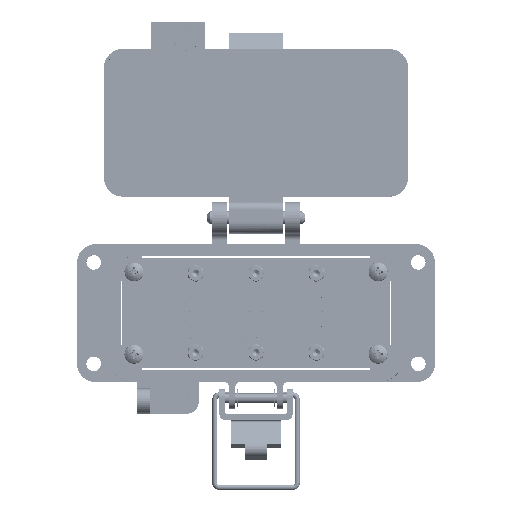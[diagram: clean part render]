
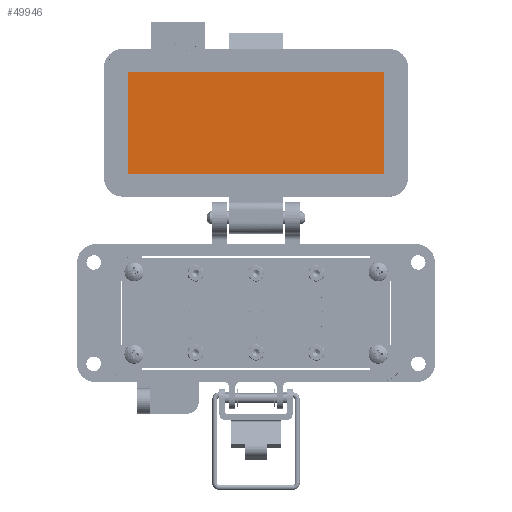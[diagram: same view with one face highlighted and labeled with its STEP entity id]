
A CAD part, top view. The second image highlights one B-rep face of the part: STEP entity #49946.
In plain terms, the highlighted planar face has unit normal (0, 0, 1).
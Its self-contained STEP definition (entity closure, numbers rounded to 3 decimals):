
#336 = VECTOR ( 'NONE', #45666, 1000. ) ;
#4217 = ORIENTED_EDGE ( 'NONE', *, *, #8774, .F. ) ;
#6349 = ORIENTED_EDGE ( 'NONE', *, *, #31300, .F. ) ;
#7148 = CARTESIAN_POINT ( 'NONE',  ( 40.25, 83.154, -25.55 ) ) ;
#7425 = DIRECTION ( 'NONE',  ( 0., -1., 0. ) ) ;
#8774 = EDGE_CURVE ( 'NONE', #29469, #17163, #28798, .T. ) ;
#12920 = CARTESIAN_POINT ( 'NONE',  ( -40.25, 51.154, -25.55 ) ) ;
#13296 = CARTESIAN_POINT ( 'NONE',  ( 40.25, 67.154, -25.55 ) ) ;
#13503 = DIRECTION ( 'NONE',  ( 1., 0., 0. ) ) ;
#13631 = AXIS2_PLACEMENT_3D ( 'NONE', #32433, #21100, #26242 ) ;
#13854 = LINE ( 'NONE', #24523, #31974 ) ;
#14309 = CARTESIAN_POINT ( 'NONE',  ( -40.25, 67.154, -25.55 ) ) ;
#17163 = VERTEX_POINT ( 'NONE', #23655 ) ;
#21100 = DIRECTION ( 'NONE',  ( 0., 0., 1. ) ) ;
#22570 = DIRECTION ( 'NONE',  ( -1., 0., 0. ) ) ;
#23655 = CARTESIAN_POINT ( 'NONE',  ( 40.25, 51.154, -25.55 ) ) ;
#23716 = VECTOR ( 'NONE', #7425, 1000. ) ;
#24523 = CARTESIAN_POINT ( 'NONE',  ( -8.5, 83.154, -25.55 ) ) ;
#25436 = VERTEX_POINT ( 'NONE', #12920 ) ;
#26242 = DIRECTION ( 'NONE',  ( 0., -1., 0. ) ) ;
#26578 = PLANE ( 'NONE',  #13631 ) ;
#28798 = LINE ( 'NONE', #13296, #23716 ) ;
#28846 = VERTEX_POINT ( 'NONE', #64856 ) ;
#29469 = VERTEX_POINT ( 'NONE', #7148 ) ;
#30027 = EDGE_CURVE ( 'NONE', #17163, #25436, #53577, .T. ) ;
#31300 = EDGE_CURVE ( 'NONE', #28846, #29469, #13854, .T. ) ;
#31974 = VECTOR ( 'NONE', #13503, 1000. ) ;
#32433 = CARTESIAN_POINT ( 'NONE',  ( -8.5, 67.154, -25.55 ) ) ;
#35778 = EDGE_CURVE ( 'NONE', #25436, #28846, #67330, .T. ) ;
#38076 = CARTESIAN_POINT ( 'NONE',  ( 42., 51.154, -25.55 ) ) ;
#42099 = FACE_OUTER_BOUND ( 'NONE', #63669, .T. ) ;
#45666 = DIRECTION ( 'NONE',  ( 0., 1., 0. ) ) ;
#49946 = ADVANCED_FACE ( 'NONE', ( #42099 ), #26578, .T. ) ;
#53577 = LINE ( 'NONE', #38076, #57264 ) ;
#57264 = VECTOR ( 'NONE', #22570, 1000. ) ;
#58873 = ORIENTED_EDGE ( 'NONE', *, *, #35778, .F. ) ;
#61770 = ORIENTED_EDGE ( 'NONE', *, *, #30027, .F. ) ;
#63669 = EDGE_LOOP ( 'NONE', ( #6349, #58873, #61770, #4217 ) ) ;
#64856 = CARTESIAN_POINT ( 'NONE',  ( -40.25, 83.154, -25.55 ) ) ;
#67330 = LINE ( 'NONE', #14309, #336 ) ;
